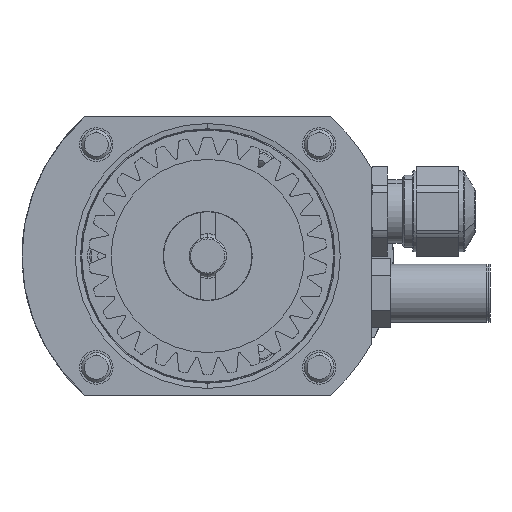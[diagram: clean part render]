
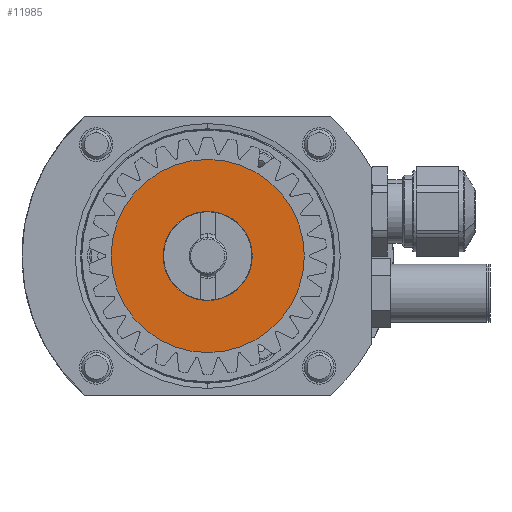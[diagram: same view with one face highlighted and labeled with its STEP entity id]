
A CAD part, left-side view. The second image highlights one B-rep face of the part: STEP entity #11985.
In plain terms, the highlighted planar face has unit normal (-1, 0, 0).
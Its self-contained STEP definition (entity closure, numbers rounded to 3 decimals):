
#4304 = CARTESIAN_POINT ( 'NONE',  ( -100.3, 0., -6. ) ) ;
#4839 = DIRECTION ( 'NONE',  ( 0., 0., 1. ) ) ;
#4840 = DIRECTION ( 'NONE',  ( 1., 0., 0. ) ) ;
#4841 = AXIS2_PLACEMENT_3D ( 'NONE', #4846, #4840, #4839 ) ;
#4846 = CARTESIAN_POINT ( 'NONE',  ( -100.3, 0., 0. ) ) ;
#4892 = CIRCLE ( 'NONE', #4841, 6. ) ;
#4942 = CARTESIAN_POINT ( 'NONE',  ( -100.3, 0., 6. ) ) ;
#5001 = CARTESIAN_POINT ( 'NONE',  ( -100.3, 0., 13. ) ) ;
#5073 = PLANE ( 'NONE',  #5074 ) ;
#5074 = AXIS2_PLACEMENT_3D ( 'NONE', #5094, #5093, #5092 ) ;
#5080 = FACE_BOUND ( 'NONE', #12062, .T. ) ;
#5092 = DIRECTION ( 'NONE',  ( 0., 0., 1. ) ) ;
#5093 = DIRECTION ( 'NONE',  ( 1., 0., 0. ) ) ;
#5094 = CARTESIAN_POINT ( 'NONE',  ( -100.3, -13., 0. ) ) ;
#5101 = FACE_OUTER_BOUND ( 'NONE', #11979, .T. ) ;
#5178 = DIRECTION ( 'NONE',  ( 0., 0., 1. ) ) ;
#5179 = DIRECTION ( 'NONE',  ( 1., 0., 0. ) ) ;
#5191 = CARTESIAN_POINT ( 'NONE',  ( -100.3, 0., 0. ) ) ;
#5192 = AXIS2_PLACEMENT_3D ( 'NONE', #5191, #5179, #5178 ) ;
#5271 = CIRCLE ( 'NONE', #5192, 6. ) ;
#5340 = DIRECTION ( 'NONE',  ( 0., 0., 1. ) ) ;
#5341 = DIRECTION ( 'NONE',  ( 1., 0., 0. ) ) ;
#5383 = CARTESIAN_POINT ( 'NONE',  ( -100.3, 0., -13. ) ) ;
#5385 = AXIS2_PLACEMENT_3D ( 'NONE', #5387, #5341, #5340 ) ;
#5387 = CARTESIAN_POINT ( 'NONE',  ( -100.3, 0., 0. ) ) ;
#5424 = CIRCLE ( 'NONE', #5385, 13. ) ;
#5871 = DIRECTION ( 'NONE',  ( 0., 0., 1. ) ) ;
#5872 = DIRECTION ( 'NONE',  ( 1., 0., 0. ) ) ;
#5875 = AXIS2_PLACEMENT_3D ( 'NONE', #5876, #5872, #5871 ) ;
#5876 = CARTESIAN_POINT ( 'NONE',  ( -100.3, 0., 0. ) ) ;
#5925 = CIRCLE ( 'NONE', #5875, 13. ) ;
#11624 = VERTEX_POINT ( 'NONE', #4304 ) ;
#11922 = VERTEX_POINT ( 'NONE', #4942 ) ;
#11944 = EDGE_CURVE ( 'NONE', #11922, #11624, #4892, .T. ) ;
#11979 = EDGE_LOOP ( 'NONE', ( #11986, #11984 ) ) ;
#11984 = ORIENTED_EDGE ( 'NONE', *, *, #12335, .F. ) ;
#11985 = ADVANCED_FACE ( 'NONE', ( #5101, #5080 ), #5073, .F. ) ;
#11986 = ORIENTED_EDGE ( 'NONE', *, *, #12116, .F. ) ;
#12032 = VERTEX_POINT ( 'NONE', #5001 ) ;
#12048 = EDGE_CURVE ( 'NONE', #11624, #11922, #5271, .T. ) ;
#12062 = EDGE_LOOP ( 'NONE', ( #12157, #12161 ) ) ;
#12111 = VERTEX_POINT ( 'NONE', #5383 ) ;
#12116 = EDGE_CURVE ( 'NONE', #12032, #12111, #5424, .T. ) ;
#12157 = ORIENTED_EDGE ( 'NONE', *, *, #11944, .T. ) ;
#12161 = ORIENTED_EDGE ( 'NONE', *, *, #12048, .T. ) ;
#12335 = EDGE_CURVE ( 'NONE', #12111, #12032, #5925, .T. ) ;
